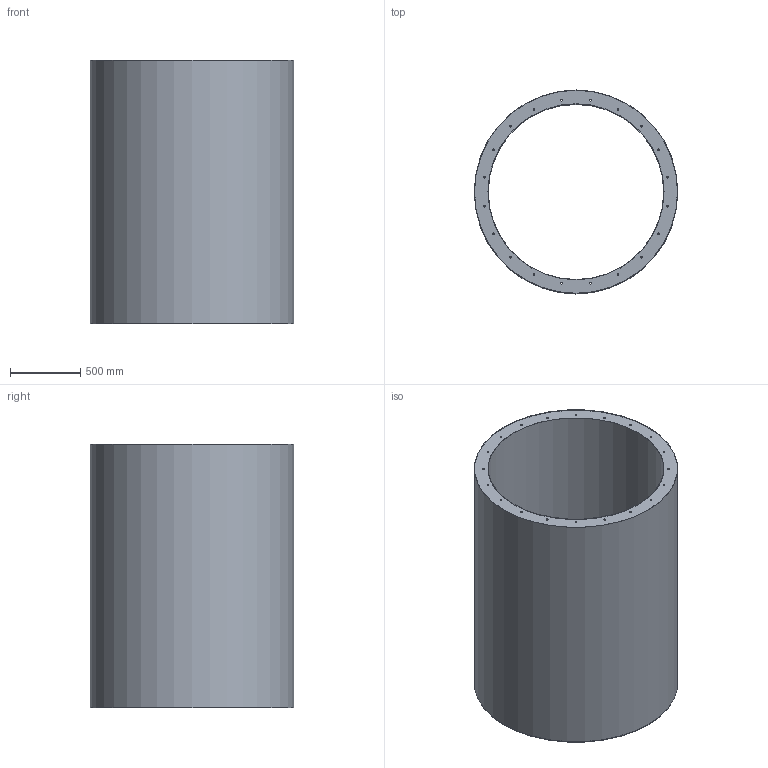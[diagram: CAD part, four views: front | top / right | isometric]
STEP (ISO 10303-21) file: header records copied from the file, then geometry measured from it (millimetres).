
FILE_DESCRIPTION (( 'STEP AP203' ), '1' );
FILE_NAME ('CCsa125x1,5D_1SI1253.STEP', '2022-02-23T11:25:47', ( '' ), ( '' ), 'SwSTEP 2.0', 'SolidWorks 2018', '' );
FILE_SCHEMA (( 'CONFIG_CONTROL_DESIGN' ));
Length unit declared in the file: millimetre
Products named in the file (1): CCsa125x1,5D_1SI1253
Bounding box: 1450 x 1450 x 1875 mm (x, y, z)
Volume: 33428179.5 mm3; surface area: 33431195.4 mm2
Topology: 1 solids, 1 shells, 48 faces, 172 edges, 128 vertices
Faces by surface type: cylinder 44, plane 4
Full cylindrical faces by diameter (mm): 12 x40, 1250 x1, 1254 x1, 1446 x1, 1450 x1
Entity records: 1605 total; most frequent: DIRECTION 274, CARTESIAN_POINT 225, ORIENTED_EDGE 176, EDGE_LOOP 176, AXIS2_PLACEMENT_3D 137, FACE_OUTER_BOUND 92, EDGE_CURVE 88, CIRCLE 88
